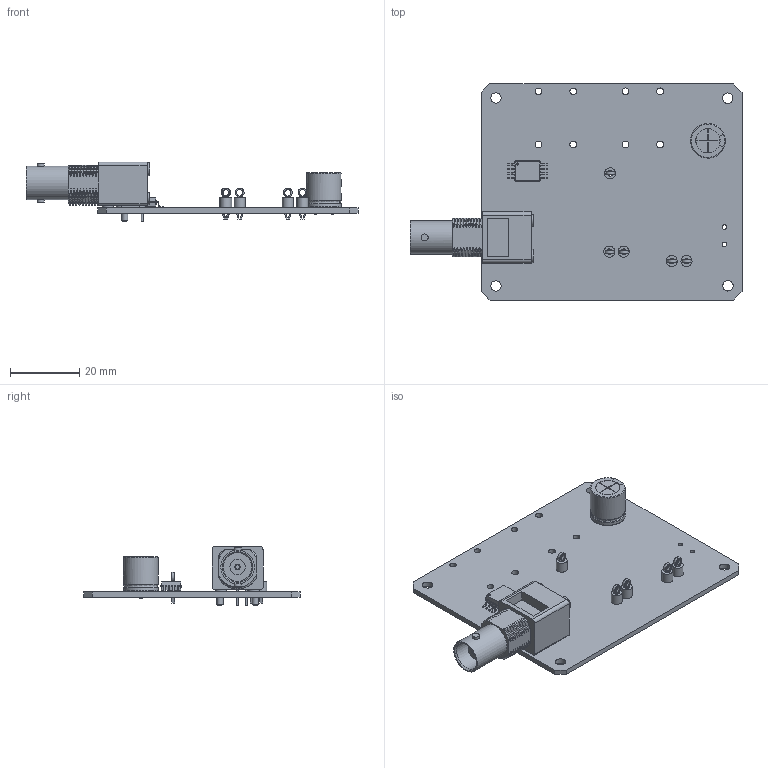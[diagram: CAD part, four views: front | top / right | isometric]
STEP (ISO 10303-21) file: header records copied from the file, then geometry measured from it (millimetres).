
FILE_DESCRIPTION(('KiCad electronic assembly'),'2;1');
FILE_NAME('seriesresonant_F24.step','2025-11-07T21:08:38',('Pcbnew'),( 'Kicad'),'Open CASCADE STEP processor 7.9','KiCad to STEP converter' ,'Unknown');
FILE_SCHEMA(('AUTOMOTIVE_DESIGN { 1 0 10303 214 1 1 1 1 }'));
Length unit declared in the file: millimetre
Products named in the file (6): seriesresonant_F24 1; TestPoint_Keystone_5005-5009_Compact; BNC_Amphenol_B6252HB-NPP3G-50_Horizontal; CP_Radial_D10.0mm_P5.00mm; SOIC-8_7.5x5.85mm_P1.27mm; seriesresonant_F24_PCB
Assembly tree (9 placements, depth 2):
  seriesresonant_F24 1
    TestPoint_Keystone_5005-5009_Compact  x5
    BNC_Amphenol_B6252HB-NPP3G-50_Horizontal
    CP_Radial_D10.0mm_P5.00mm
    SOIC-8_7.5x5.85mm_P1.27mm
    seriesresonant_F24_PCB
Bounding box: 95.65 x 62.26 x 17.2 mm (x, y, z)
Volume: 10972.3 mm3; surface area: 14040.1 mm2
Topology: 14 solids, 15 shells, 680 faces, 1661 edges, 1030 vertices
Faces by surface type: plane 355, cylinder 171, bspline 140, cone 6, torus 4, revolution 4
Full cylindrical faces by diameter (mm): 0.67 x4, 0.7 x2, 0.89 x2, 1 x2, 1.3 x3, 1.6 x11, 1.8 x2, 1.94 x8, 2 x4, 2.01 x2, 2.5 x2, 3 x4, 3.18 x5, 3.2 x3, 3.5 x1, 3.8 x1, 4.4 x1, 8.25 x1, 9.65 x1
Entity records: 24882 total; most frequent: CARTESIAN_POINT 9335, ORIENTED_EDGE 2665, DIRECTION 1936, EDGE_CURVE 1333, VERTEX_POINT 856, LINE 652, VECTOR 652, AXIS2_PLACEMENT_3D 640
